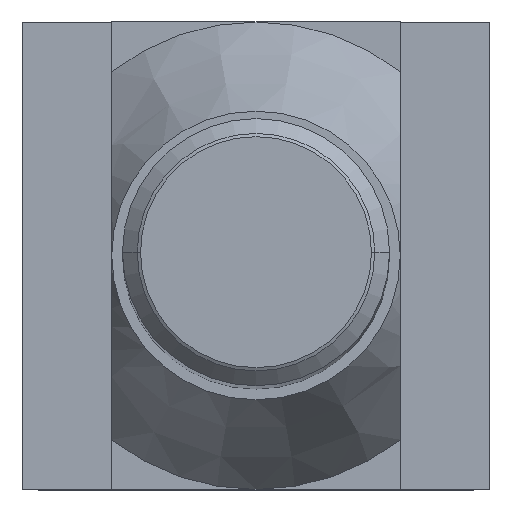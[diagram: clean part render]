
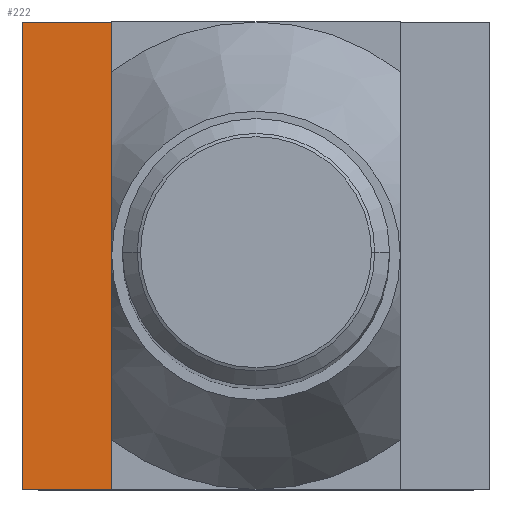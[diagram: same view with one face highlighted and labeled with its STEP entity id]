
A CAD part, top view. The second image highlights one B-rep face of the part: STEP entity #222.
In plain terms, the highlighted planar face has unit normal (0, 0, 1).
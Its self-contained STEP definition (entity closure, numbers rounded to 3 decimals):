
#162=VERTEX_POINT('',#420);
#210=EDGE_CURVE('',#162,#224,#472,.T.);
#220=EDGE_CURVE('',#254,#224,#484,.T.);
#222=ADVANCED_FACE('',(#486),#487,.T.);
#224=VERTEX_POINT('',#489);
#228=EDGE_CURVE('',#310,#254,#493,.T.);
#254=VERTEX_POINT('',#523);
#310=VERTEX_POINT('',#587);
#364=EDGE_CURVE('',#162,#310,#643,.T.);
#420=CARTESIAN_POINT('',(-10.8,17.5,0.));
#472=LINE('',#776,#777);
#484=LINE('',#792,#793);
#486=FACE_OUTER_BOUND('',#795,.T.);
#487=PLANE('',#796);
#489=CARTESIAN_POINT('',(-10.8,-17.5,0.));
#493=LINE('',#803,#804);
#523=CARTESIAN_POINT('',(-17.5,-17.5,0.));
#587=CARTESIAN_POINT('',(-17.5,17.5,0.));
#643=LINE('',#1034,#1035);
#776=CARTESIAN_POINT('',(-10.8,0.,0.));
#777=VECTOR('',#1148,1.0);
#792=CARTESIAN_POINT('',(-10.8,-17.5,0.));
#793=VECTOR('',#1169,1.0);
#795=EDGE_LOOP('',(#1171,#1172,#1173,#1174));
#796=AXIS2_PLACEMENT_3D('',#1175,#1176,#1177);
#803=CARTESIAN_POINT('',(-17.5,0.,0.));
#804=VECTOR('',#1178,1.0);
#1034=CARTESIAN_POINT('',(-10.8,17.5,0.));
#1035=VECTOR('',#1340,1.0);
#1148=DIRECTION('',(0.0,-1.0,0.));
#1169=DIRECTION('',(1.0,0.0,0.0));
#1171=ORIENTED_EDGE('',*,*,#220,.T.);
#1172=ORIENTED_EDGE('',*,*,#210,.F.);
#1173=ORIENTED_EDGE('',*,*,#364,.T.);
#1174=ORIENTED_EDGE('',*,*,#228,.T.);
#1175=CARTESIAN_POINT('',(-17.5,0.,0.));
#1176=DIRECTION('',(0.0,0.,1.0));
#1177=DIRECTION('',(0.0,-1.0,0.));
#1178=DIRECTION('',(0.0,-1.0,0.));
#1340=DIRECTION('',(-1.0,0.0,0.0));
